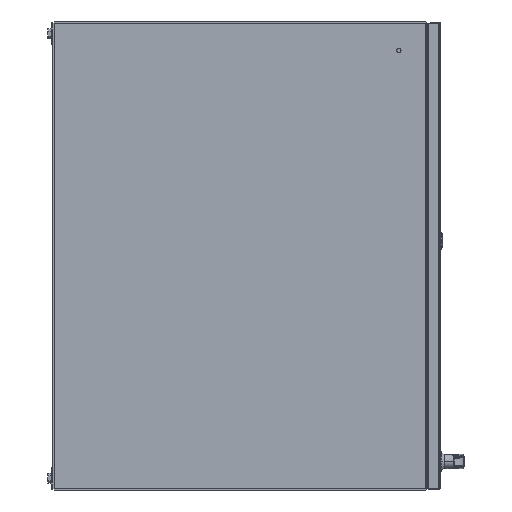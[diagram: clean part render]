
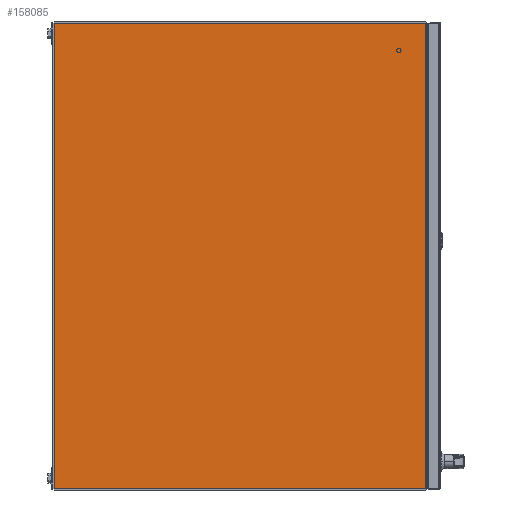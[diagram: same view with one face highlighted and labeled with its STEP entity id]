
A CAD part, front view. The second image highlights one B-rep face of the part: STEP entity #158085.
In plain terms, the highlighted face is planar.
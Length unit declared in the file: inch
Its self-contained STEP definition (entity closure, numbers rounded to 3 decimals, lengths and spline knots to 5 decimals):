
#1825 = LINE ( 'NONE', #80474, #106247 ) ;
#10141 = ORIENTED_EDGE ( 'NONE', *, *, #27816, .F. ) ;
#14340 = DIRECTION ( 'NONE',  ( 0., 1., 0. ) ) ;
#15079 = LINE ( 'NONE', #151331, #94818 ) ;
#18500 = CARTESIAN_POINT ( 'NONE',  ( 14.928, -23.892, -36. ) ) ;
#20893 = DIRECTION ( 'NONE',  ( 0., 0., 1. ) ) ;
#27816 = EDGE_CURVE ( 'NONE', #152387, #102743, #149616, .T. ) ;
#33929 = DIRECTION ( 'NONE',  ( 0., -1., 0. ) ) ;
#40269 = FACE_OUTER_BOUND ( 'NONE', #150211, .T. ) ;
#44497 = LINE ( 'NONE', #133405, #121308 ) ;
#53261 = EDGE_CURVE ( 'NONE', #127748, #64011, #15079, .T. ) ;
#64011 = VERTEX_POINT ( 'NONE', #18500 ) ;
#66631 = VECTOR ( 'NONE', #158929, 39.37008 ) ;
#67285 = DIRECTION ( 'NONE',  ( 0., -1., 0. ) ) ;
#80474 = CARTESIAN_POINT ( 'NONE',  ( 14.928, 0., -36. ) ) ;
#94184 = CARTESIAN_POINT ( 'NONE',  ( -14.928, -23.892, -36. ) ) ;
#94818 = VECTOR ( 'NONE', #123394, 39.37008 ) ;
#102743 = VERTEX_POINT ( 'NONE', #176134 ) ;
#106247 = VECTOR ( 'NONE', #14340, 39.37008 ) ;
#121308 = VECTOR ( 'NONE', #67285, 39.37008 ) ;
#123394 = DIRECTION ( 'NONE',  ( 1., 0., 0. ) ) ;
#124074 = ORIENTED_EDGE ( 'NONE', *, *, #127680, .F. ) ;
#127680 = EDGE_CURVE ( 'NONE', #64011, #152387, #1825, .T. ) ;
#127748 = VERTEX_POINT ( 'NONE', #94184 ) ;
#128338 = CARTESIAN_POINT ( 'NONE',  ( 14.928, -0.072, -36. ) ) ;
#129802 = CARTESIAN_POINT ( 'NONE',  ( -15., -0.072, -36. ) ) ;
#133405 = CARTESIAN_POINT ( 'NONE',  ( -14.928, 0., -36. ) ) ;
#144468 = ORIENTED_EDGE ( 'NONE', *, *, #163362, .F. ) ;
#147031 = ORIENTED_EDGE ( 'NONE', *, *, #53261, .F. ) ;
#149616 = LINE ( 'NONE', #129802, #66631 ) ;
#150211 = EDGE_LOOP ( 'NONE', ( #10141, #124074, #147031, #144468 ) ) ;
#151331 = CARTESIAN_POINT ( 'NONE',  ( -15., -23.892, -36. ) ) ;
#152387 = VERTEX_POINT ( 'NONE', #128338 ) ;
#158085 = ADVANCED_FACE ( 'NONE', ( #40269 ), #167864, .F. ) ;
#158929 = DIRECTION ( 'NONE',  ( -1., 0., 0. ) ) ;
#163362 = EDGE_CURVE ( 'NONE', #102743, #127748, #44497, .T. ) ;
#167864 = PLANE ( 'NONE',  #173417 ) ;
#171418 = CARTESIAN_POINT ( 'NONE',  ( -15., 0., -36. ) ) ;
#173417 = AXIS2_PLACEMENT_3D ( 'NONE', #171418, #20893, #33929 ) ;
#176134 = CARTESIAN_POINT ( 'NONE',  ( -14.928, -0.072, -36. ) ) ;
